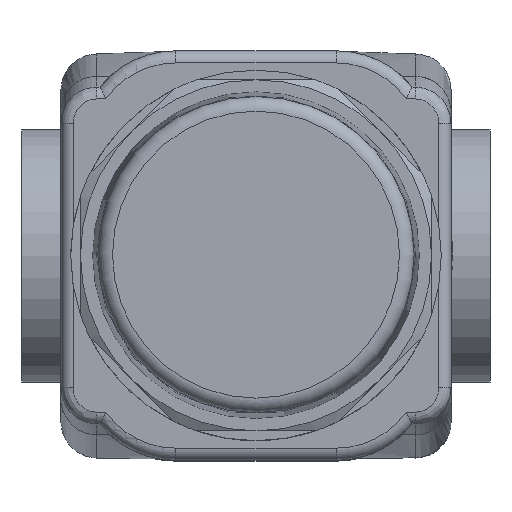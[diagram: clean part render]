
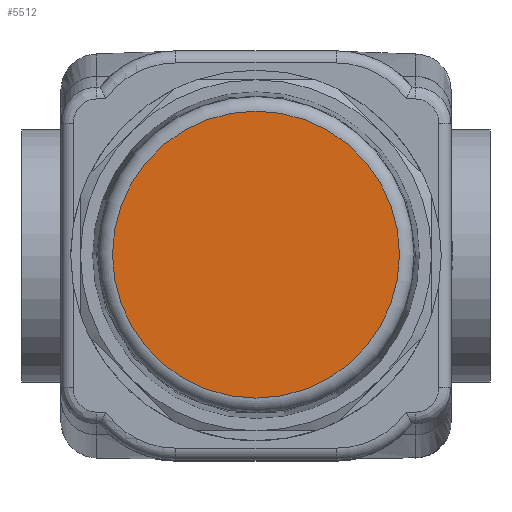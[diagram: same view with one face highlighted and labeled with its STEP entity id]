
A CAD part, top view. The second image highlights one B-rep face of the part: STEP entity #5512.
In plain terms, the highlighted planar face has unit normal (0, 0, 1).
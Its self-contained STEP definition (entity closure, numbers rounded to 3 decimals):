
#5489=CARTESIAN_POINT('',(14.717,0.0,81.5));
#5490=VERTEX_POINT('',#5489);
#5491=CARTESIAN_POINT('',(0.0,0.0,81.5));
#5492=DIRECTION('',(0.0,0.0,1.0));
#5493=DIRECTION('',(1.0,0.0,0.0));
#5494=AXIS2_PLACEMENT_3D('',#5491,#5492,#5493);
#5495=CIRCLE('',#5494,14.717);
#5496=EDGE_CURVE('',#5490,#5490,#5495,.T.);
#5504=CARTESIAN_POINT('',(7.358,0.0,81.5));
#5505=DIRECTION('',(0.0,0.0,1.0));
#5506=DIRECTION('',(1.0,0.0,0.0));
#5507=AXIS2_PLACEMENT_3D('',#5504,#5505,#5506);
#5508=PLANE('',#5507);
#5509=ORIENTED_EDGE('',*,*,#5496,.T.);
#5510=EDGE_LOOP('',(#5509));
#5511=FACE_OUTER_BOUND('',#5510,.T.);
#5512=ADVANCED_FACE('',(#5511),#5508,.T.);
